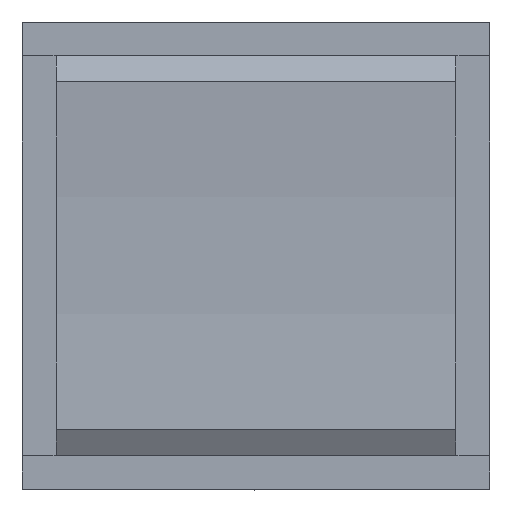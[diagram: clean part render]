
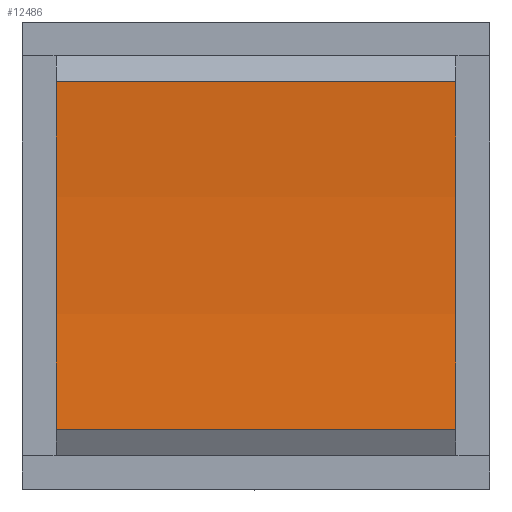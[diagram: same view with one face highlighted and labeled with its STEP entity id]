
A CAD part, top view. The second image highlights one B-rep face of the part: STEP entity #12486.
In plain terms, the highlighted cylindrical face has radius 74.967 mm (diameter 149.933 mm), a partial arc.
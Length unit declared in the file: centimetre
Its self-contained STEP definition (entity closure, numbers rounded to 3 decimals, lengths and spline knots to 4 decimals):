
#93=CYLINDRICAL_SURFACE('',#13189,7.4967);
#248=LINE('',#18447,#1673);
#249=LINE('',#18450,#1674);
#1673=VECTOR('',#14267,1.);
#1674=VECTOR('',#14270,1.);
#3593=FACE_OUTER_BOUND('',#4269,.T.);
#4269=EDGE_LOOP('',(#8686,#8687,#8688,#8689));
#5083=CIRCLE('',#13188,7.4967);
#5084=CIRCLE('',#13190,7.4967);
#5452=VERTEX_POINT('',#18440);
#5453=VERTEX_POINT('',#18442);
#5454=VERTEX_POINT('',#18446);
#5455=VERTEX_POINT('',#18448);
#6731=EDGE_CURVE('',#5452,#5453,#5083,.T.);
#6733=EDGE_CURVE('',#5454,#5452,#248,.T.);
#6734=EDGE_CURVE('',#5455,#5454,#5084,.T.);
#6735=EDGE_CURVE('',#5453,#5455,#249,.T.);
#8686=ORIENTED_EDGE('',*,*,#6731,.F.);
#8687=ORIENTED_EDGE('',*,*,#6733,.F.);
#8688=ORIENTED_EDGE('',*,*,#6734,.F.);
#8689=ORIENTED_EDGE('',*,*,#6735,.F.);
#12486=ADVANCED_FACE('',(#3593),#93,.F.);
#13188=AXIS2_PLACEMENT_3D('',#18443,#14262,#14263);
#13189=AXIS2_PLACEMENT_3D('',#18445,#14265,#14266);
#13190=AXIS2_PLACEMENT_3D('',#18449,#14268,#14269);
#14262=DIRECTION('center_axis',(1.,0.,0.));
#14263=DIRECTION('ref_axis',(0.,-0.089,-0.996));
#14265=DIRECTION('center_axis',(-1.,0.,0.));
#14266=DIRECTION('ref_axis',(0.,-0.089,-0.996));
#14267=DIRECTION('',(-1.,0.,0.));
#14268=DIRECTION('center_axis',(-1.,0.,0.));
#14269=DIRECTION('ref_axis',(0.,-0.089,-0.996));
#14270=DIRECTION('',(1.,0.,0.));
#18440=CARTESIAN_POINT('',(-0.77,-0.67,2.72));
#18442=CARTESIAN_POINT('',(-0.77,0.67,2.72));
#18443=CARTESIAN_POINT('Origin',(-0.77,0.,
10.1867));
#18445=CARTESIAN_POINT('Origin',(0.77,0.,
10.1867));
#18446=CARTESIAN_POINT('',(0.77,-0.67,2.72));
#18447=CARTESIAN_POINT('',(0.385,-0.67,2.72));
#18448=CARTESIAN_POINT('',(0.77,0.67,2.72));
#18449=CARTESIAN_POINT('Origin',(0.77,0.,
10.1867));
#18450=CARTESIAN_POINT('',(-0.385,0.67,2.72));
